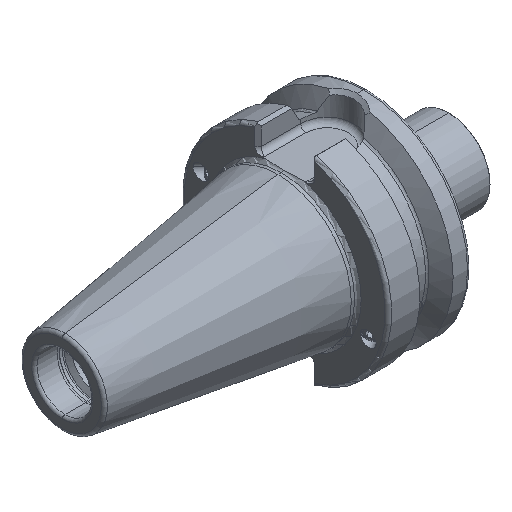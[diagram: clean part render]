
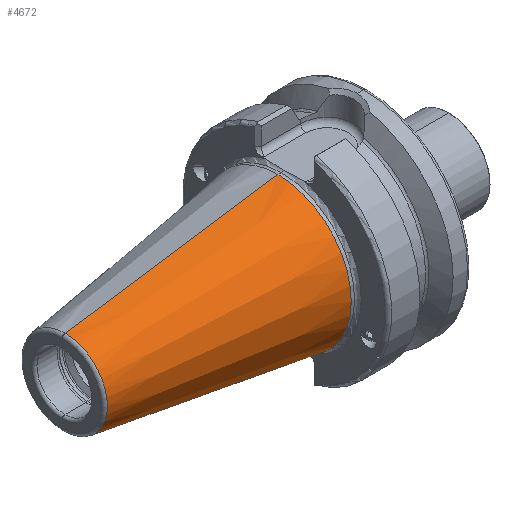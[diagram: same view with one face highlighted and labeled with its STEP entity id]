
A CAD part, isometric view. The second image highlights one B-rep face of the part: STEP entity #4672.
In plain terms, the highlighted conical face has half-angle 8.297 degrees and reference radius 22.225 mm.
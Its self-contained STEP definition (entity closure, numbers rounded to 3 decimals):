
#71 = LINE ( 'NONE', #1126, #1392 ) ;
#122 = VERTEX_POINT ( 'NONE', #6885 ) ;
#245 = FACE_OUTER_BOUND ( 'NONE', #4014, .T. ) ;
#560 = DIRECTION ( 'NONE',  ( 0.99, 0., -0.144 ) ) ;
#567 = ORIENTED_EDGE ( 'NONE', *, *, #3409, .T. ) ;
#579 = DIRECTION ( 'NONE',  ( -1., 0., 0. ) ) ;
#737 = DIRECTION ( 'NONE',  ( 1., 0., 0. ) ) ;
#1126 = CARTESIAN_POINT ( 'NONE',  ( 0., 0., -22.225 ) ) ;
#1392 = VECTOR ( 'NONE', #560, 1000. ) ;
#1811 = CIRCLE ( 'NONE', #2225, 12.812 ) ;
#2207 = ORIENTED_EDGE ( 'NONE', *, *, #3180, .F. ) ;
#2225 = AXIS2_PLACEMENT_3D ( 'NONE', #2650, #6545, #3206 ) ;
#2326 = LINE ( 'NONE', #6462, #5124 ) ;
#2650 = CARTESIAN_POINT ( 'NONE',  ( -64.544, 0., 0. ) ) ;
#2792 = EDGE_CURVE ( 'NONE', #5478, #5162, #71, .T. ) ;
#3180 = EDGE_CURVE ( 'NONE', #4481, #122, #2326, .T. ) ;
#3206 = DIRECTION ( 'NONE',  ( 0., 0., 1. ) ) ;
#3409 = EDGE_CURVE ( 'NONE', #5162, #122, #6671, .T. ) ;
#3511 = ORIENTED_EDGE ( 'NONE', *, *, #2792, .T. ) ;
#3805 = EDGE_CURVE ( 'NONE', #5478, #4481, #1811, .T. ) ;
#3901 = CARTESIAN_POINT ( 'NONE',  ( 0., 0., 0. ) ) ;
#4014 = EDGE_LOOP ( 'NONE', ( #2207, #6479, #3511, #567 ) ) ;
#4458 = DIRECTION ( 'NONE',  ( 0., 0., 1. ) ) ;
#4481 = VERTEX_POINT ( 'NONE', #5551 ) ;
#4672 = ADVANCED_FACE ( 'NONE', ( #245 ), #5630, .T. ) ;
#5124 = VECTOR ( 'NONE', #5919, 1000. ) ;
#5162 = VERTEX_POINT ( 'NONE', #6877 ) ;
#5181 = DIRECTION ( 'NONE',  ( 0., 0., -1. ) ) ;
#5478 = VERTEX_POINT ( 'NONE', #6107 ) ;
#5551 = CARTESIAN_POINT ( 'NONE',  ( -64.544, 0., 12.812 ) ) ;
#5630 = CONICAL_SURFACE ( 'NONE', #6704, 22.225, 0.145 ) ;
#5755 = CARTESIAN_POINT ( 'NONE',  ( 0., 0., 0. ) ) ;
#5873 = AXIS2_PLACEMENT_3D ( 'NONE', #3901, #579, #4458 ) ;
#5919 = DIRECTION ( 'NONE',  ( 0.99, 0., 0.144 ) ) ;
#6107 = CARTESIAN_POINT ( 'NONE',  ( -64.544, 0., -12.812 ) ) ;
#6462 = CARTESIAN_POINT ( 'NONE',  ( 0., 0., 22.225 ) ) ;
#6479 = ORIENTED_EDGE ( 'NONE', *, *, #3805, .F. ) ;
#6545 = DIRECTION ( 'NONE',  ( -1., 0., 0. ) ) ;
#6671 = CIRCLE ( 'NONE', #5873, 22.225 ) ;
#6704 = AXIS2_PLACEMENT_3D ( 'NONE', #5755, #737, #5181 ) ;
#6877 = CARTESIAN_POINT ( 'NONE',  ( 0., 0., -22.225 ) ) ;
#6885 = CARTESIAN_POINT ( 'NONE',  ( 0., 0., 22.225 ) ) ;
